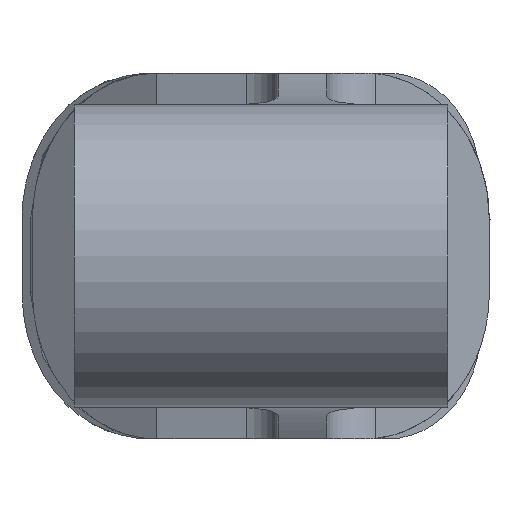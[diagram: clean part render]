
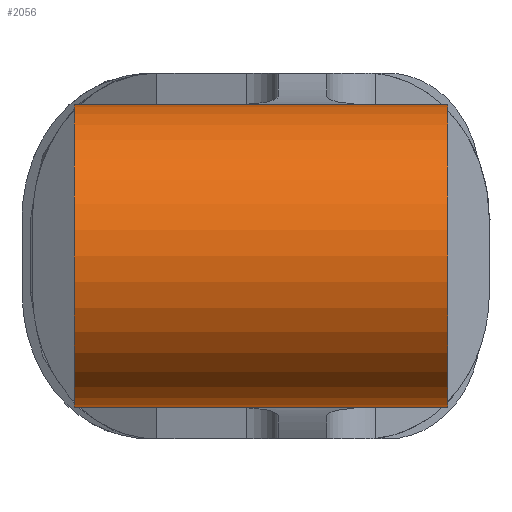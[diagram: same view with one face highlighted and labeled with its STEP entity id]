
A CAD part, front view. The second image highlights one B-rep face of the part: STEP entity #2056.
In plain terms, the highlighted cylindrical face has radius 6.2 mm (diameter 12.4 mm), a full revolution.
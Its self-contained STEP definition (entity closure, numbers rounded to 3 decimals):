
#131=CYLINDRICAL_SURFACE('',#2251,6.2);
#200=LINE('',#3534,#313);
#201=LINE('',#3538,#314);
#202=LINE('',#3542,#315);
#203=LINE('',#3546,#316);
#204=LINE('',#3550,#317);
#205=LINE('',#3553,#318);
#206=LINE('',#3555,#319);
#207=LINE('',#3559,#320);
#208=LINE('',#3562,#321);
#313=VECTOR('',#2565,10.);
#314=VECTOR('',#2568,6.2);
#315=VECTOR('',#2571,10.);
#316=VECTOR('',#2574,10.);
#317=VECTOR('',#2577,10.);
#318=VECTOR('',#2580,10.);
#319=VECTOR('',#2581,10.);
#320=VECTOR('',#2584,10.);
#321=VECTOR('',#2587,10.);
#435=FACE_OUTER_BOUND('',#556,.T.);
#556=EDGE_LOOP('',(#1611,#1612,#1613,#1614,#1615,#1616,#1617,#1618,#1619,
#1620,#1621,#1622,#1623,#1624,#1625,#1626,#1627,#1628));
#649=CIRCLE('',#2169,6.2);
#688=CIRCLE('',#2252,32.);
#689=CIRCLE('',#2253,32.);
#690=CIRCLE('',#2254,6.2);
#691=CIRCLE('',#2255,32.);
#692=CIRCLE('',#2256,6.2);
#693=CIRCLE('',#2257,6.2);
#694=CIRCLE('',#2258,32.);
#832=VERTEX_POINT('',#2805);
#835=VERTEX_POINT('',#2827);
#952=VERTEX_POINT('',#3533);
#953=VERTEX_POINT('',#3535);
#954=VERTEX_POINT('',#3537);
#955=VERTEX_POINT('',#3539);
#956=VERTEX_POINT('',#3541);
#957=VERTEX_POINT('',#3543);
#958=VERTEX_POINT('',#3545);
#959=VERTEX_POINT('',#3547);
#960=VERTEX_POINT('',#3549);
#961=VERTEX_POINT('',#3551);
#962=VERTEX_POINT('',#3554);
#963=VERTEX_POINT('',#3556);
#964=VERTEX_POINT('',#3558);
#965=VERTEX_POINT('',#3560);
#1044=EDGE_CURVE('',#835,#832,#649,.T.);
#1203=EDGE_CURVE('',#952,#835,#200,.T.);
#1204=EDGE_CURVE('',#953,#952,#688,.T.);
#1205=EDGE_CURVE('',#953,#954,#201,.T.);
#1206=EDGE_CURVE('',#955,#954,#689,.T.);
#1207=EDGE_CURVE('',#956,#955,#202,.T.);
#1208=EDGE_CURVE('',#956,#957,#690,.T.);
#1209=EDGE_CURVE('',#957,#958,#203,.T.);
#1210=EDGE_CURVE('',#959,#958,#691,.T.);
#1211=EDGE_CURVE('',#960,#959,#204,.T.);
#1212=EDGE_CURVE('',#960,#961,#692,.T.);
#1213=EDGE_CURVE('',#954,#961,#205,.T.);
#1214=EDGE_CURVE('',#962,#953,#206,.T.);
#1215=EDGE_CURVE('',#962,#963,#693,.T.);
#1216=EDGE_CURVE('',#964,#963,#207,.T.);
#1217=EDGE_CURVE('',#965,#964,#694,.T.);
#1218=EDGE_CURVE('',#832,#965,#208,.T.);
#1611=ORIENTED_EDGE('',*,*,#1203,.F.);
#1612=ORIENTED_EDGE('',*,*,#1204,.F.);
#1613=ORIENTED_EDGE('',*,*,#1205,.T.);
#1614=ORIENTED_EDGE('',*,*,#1206,.F.);
#1615=ORIENTED_EDGE('',*,*,#1207,.F.);
#1616=ORIENTED_EDGE('',*,*,#1208,.T.);
#1617=ORIENTED_EDGE('',*,*,#1209,.T.);
#1618=ORIENTED_EDGE('',*,*,#1210,.F.);
#1619=ORIENTED_EDGE('',*,*,#1211,.F.);
#1620=ORIENTED_EDGE('',*,*,#1212,.T.);
#1621=ORIENTED_EDGE('',*,*,#1213,.F.);
#1622=ORIENTED_EDGE('',*,*,#1205,.F.);
#1623=ORIENTED_EDGE('',*,*,#1214,.F.);
#1624=ORIENTED_EDGE('',*,*,#1215,.T.);
#1625=ORIENTED_EDGE('',*,*,#1216,.F.);
#1626=ORIENTED_EDGE('',*,*,#1217,.F.);
#1627=ORIENTED_EDGE('',*,*,#1218,.F.);
#1628=ORIENTED_EDGE('',*,*,#1044,.F.);
#2056=ADVANCED_FACE('',(#435),#131,.T.);
#2169=AXIS2_PLACEMENT_3D('',#2848,#2340,#2341);
#2251=AXIS2_PLACEMENT_3D('',#3532,#2563,#2564);
#2252=AXIS2_PLACEMENT_3D('',#3536,#2566,#2567);
#2253=AXIS2_PLACEMENT_3D('',#3540,#2569,#2570);
#2254=AXIS2_PLACEMENT_3D('',#3544,#2572,#2573);
#2255=AXIS2_PLACEMENT_3D('',#3548,#2575,#2576);
#2256=AXIS2_PLACEMENT_3D('',#3552,#2578,#2579);
#2257=AXIS2_PLACEMENT_3D('',#3557,#2582,#2583);
#2258=AXIS2_PLACEMENT_3D('',#3561,#2585,#2586);
#2340=DIRECTION('center_axis',(1.,0.,0.));
#2341=DIRECTION('ref_axis',(0.,1.,0.));
#2563=DIRECTION('center_axis',(-1.,0.,0.));
#2564=DIRECTION('ref_axis',(0.,0.,1.));
#2565=DIRECTION('',(-1.,0.,0.));
#2566=DIRECTION('center_axis',(-1.,0.,0.));
#2567=DIRECTION('ref_axis',(0.,0.005,-1.));
#2568=DIRECTION('',(-1.,0.,0.));
#2569=DIRECTION('center_axis',(1.,0.,0.));
#2570=DIRECTION('ref_axis',(0.,0.005,-1.));
#2571=DIRECTION('',(1.,0.,0.));
#2572=DIRECTION('center_axis',(1.,0.,0.));
#2573=DIRECTION('ref_axis',(0.,0.,1.));
#2574=DIRECTION('',(1.,0.,0.));
#2575=DIRECTION('center_axis',(1.,0.,0.));
#2576=DIRECTION('ref_axis',(0.,-0.282,0.959));
#2577=DIRECTION('',(1.,0.,0.));
#2578=DIRECTION('center_axis',(1.,0.,0.));
#2579=DIRECTION('ref_axis',(0.,0.,1.));
#2580=DIRECTION('',(-1.,0.,0.));
#2581=DIRECTION('',(-1.,0.,0.));
#2582=DIRECTION('center_axis',(-1.,0.,0.));
#2583=DIRECTION('ref_axis',(0.,0.,1.));
#2584=DIRECTION('',(1.,0.,0.));
#2585=DIRECTION('center_axis',(-1.,0.,0.));
#2586=DIRECTION('ref_axis',(0.,-0.282,0.959));
#2587=DIRECTION('',(1.,0.,0.));
#2805=CARTESIAN_POINT('',(-22.263,-3.1,6.2));
#2827=CARTESIAN_POINT('',(-22.263,-3.1,-6.2));
#2848=CARTESIAN_POINT('Origin',(-22.263,-3.155,0.));
#3532=CARTESIAN_POINT('Origin',(-20.963,-3.155,0.));
#3533=CARTESIAN_POINT('',(-19.263,-3.1,-6.2));
#3534=CARTESIAN_POINT('',(-20.963,-3.1,-6.2));
#3535=CARTESIAN_POINT('',(-19.263,-3.155,-6.2));
#3536=CARTESIAN_POINT('Origin',(-19.263,-2.985,-38.2));
#3537=CARTESIAN_POINT('',(-22.663,-3.155,-6.2));
#3538=CARTESIAN_POINT('',(-20.963,-3.155,-6.2));
#3539=CARTESIAN_POINT('',(-22.663,-3.1,-6.2));
#3540=CARTESIAN_POINT('Origin',(-22.663,-2.985,-38.2));
#3541=CARTESIAN_POINT('',(-28.613,-3.1,-6.2));
#3542=CARTESIAN_POINT('',(-20.963,-3.1,-6.2));
#3543=CARTESIAN_POINT('',(-28.613,-3.1,6.2));
#3544=CARTESIAN_POINT('Origin',(-28.613,-3.155,0.));
#3545=CARTESIAN_POINT('',(-22.663,-3.1,6.2));
#3546=CARTESIAN_POINT('',(-20.963,-3.1,6.2));
#3547=CARTESIAN_POINT('',(-22.663,-3.155,6.2));
#3548=CARTESIAN_POINT('Origin',(-22.663,-2.985,38.2));
#3549=CARTESIAN_POINT('',(-28.613,-3.155,6.2));
#3550=CARTESIAN_POINT('',(-20.963,-3.155,6.2));
#3551=CARTESIAN_POINT('',(-28.613,-3.155,-6.2));
#3552=CARTESIAN_POINT('Origin',(-28.613,-3.155,0.));
#3553=CARTESIAN_POINT('',(-20.963,-3.155,-6.2));
#3554=CARTESIAN_POINT('',(-13.313,-3.155,-6.2));
#3555=CARTESIAN_POINT('',(-20.963,-3.155,-6.2));
#3556=CARTESIAN_POINT('',(-13.313,-3.155,6.2));
#3557=CARTESIAN_POINT('Origin',(-13.313,-3.155,0.));
#3558=CARTESIAN_POINT('',(-19.263,-3.155,6.2));
#3559=CARTESIAN_POINT('',(-20.963,-3.155,6.2));
#3560=CARTESIAN_POINT('',(-19.263,-3.1,6.2));
#3561=CARTESIAN_POINT('Origin',(-19.263,-2.985,38.2));
#3562=CARTESIAN_POINT('',(-20.963,-3.1,6.2));
